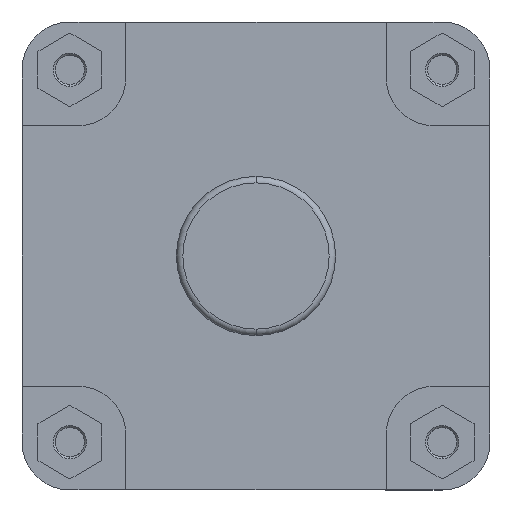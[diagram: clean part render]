
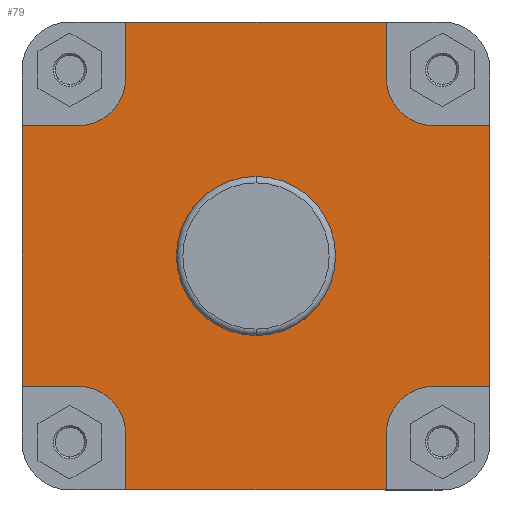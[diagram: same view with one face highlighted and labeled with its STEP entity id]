
A CAD part, left-side view. The second image highlights one B-rep face of the part: STEP entity #79.
In plain terms, the highlighted planar face has unit normal (-1, 0, 0).
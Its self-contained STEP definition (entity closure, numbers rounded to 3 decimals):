
#79 = ADVANCED_FACE ( 'NONE', ( #7090, #7032 ), #5195, .F. ) ;
#1134 = CARTESIAN_POINT ( 'NONE',  ( 65., -61.25, 110. ) ) ;
#1171 = CARTESIAN_POINT ( 'NONE',  ( 65., -83.75, 61.25 ) ) ;
#1173 = CARTESIAN_POINT ( 'NONE',  ( 65., -110., -61.25 ) ) ;
#1174 = DIRECTION ( 'NONE',  ( 0., -1., 0. ) ) ;
#1176 = DIRECTION ( 'NONE',  ( 0., 1., 0. ) ) ;
#1200 = CARTESIAN_POINT ( 'NONE',  ( 65., -61.25, 110. ) ) ;
#1201 = DIRECTION ( 'NONE',  ( 0., 0., -1. ) ) ;
#1265 = CARTESIAN_POINT ( 'NONE',  ( 65., -83.75, -83.75 ) ) ;
#1266 = DIRECTION ( 'NONE',  ( -1., 0., 0. ) ) ;
#1267 = DIRECTION ( 'NONE',  ( 0., 0., -1. ) ) ;
#1326 = CARTESIAN_POINT ( 'NONE',  ( 65., -110., 0. ) ) ;
#1327 = DIRECTION ( 'NONE',  ( 0., 0., 1. ) ) ;
#1341 = CARTESIAN_POINT ( 'NONE',  ( 65., 0., 0. ) ) ;
#1342 = DIRECTION ( 'NONE',  ( -1., 0., 0. ) ) ;
#1343 = DIRECTION ( 'NONE',  ( 0., 0., 1. ) ) ;
#1358 = CARTESIAN_POINT ( 'NONE',  ( 65., -61.25, -83.75 ) ) ;
#1359 = DIRECTION ( 'NONE',  ( 0., 0., -1. ) ) ;
#1370 = CARTESIAN_POINT ( 'NONE',  ( 65., -242.141, -110. ) ) ;
#1371 = DIRECTION ( 'NONE',  ( 0., -1., 0. ) ) ;
#1377 = CARTESIAN_POINT ( 'NONE',  ( 65., 83.75, 83.75 ) ) ;
#1378 = DIRECTION ( 'NONE',  ( -1., 0., 0. ) ) ;
#1379 = DIRECTION ( 'NONE',  ( 0., 0., -1. ) ) ;
#1383 = CARTESIAN_POINT ( 'NONE',  ( 65., -83.75, 83.75 ) ) ;
#1384 = DIRECTION ( 'NONE',  ( -1., 0., 0. ) ) ;
#1385 = DIRECTION ( 'NONE',  ( 0., 0., -1. ) ) ;
#1386 = CARTESIAN_POINT ( 'NONE',  ( 65., 0., 0. ) ) ;
#1388 = CARTESIAN_POINT ( 'NONE',  ( 65., -242.141, 110. ) ) ;
#1389 = DIRECTION ( 'NONE',  ( 0., -1., 0. ) ) ;
#1391 = DIRECTION ( 'NONE',  ( -1., 0., 0. ) ) ;
#1392 = DIRECTION ( 'NONE',  ( 0., 0., 1. ) ) ;
#1405 = CARTESIAN_POINT ( 'NONE',  ( 65., 61.25, 83.75 ) ) ;
#1406 = DIRECTION ( 'NONE',  ( 0., 0., 1. ) ) ;
#1428 = CARTESIAN_POINT ( 'NONE',  ( 65., 110., 61.25 ) ) ;
#1429 = DIRECTION ( 'NONE',  ( 0., -1., 0. ) ) ;
#1519 = CARTESIAN_POINT ( 'NONE',  ( 65., 0., -37.4 ) ) ;
#1520 = CARTESIAN_POINT ( 'NONE',  ( 65., 0., 37.4 ) ) ;
#1586 = CARTESIAN_POINT ( 'NONE',  ( 65., 110., -61.25 ) ) ;
#1589 = CARTESIAN_POINT ( 'NONE',  ( 65., -61.25, 83.75 ) ) ;
#1596 = CARTESIAN_POINT ( 'NONE',  ( 65., 61.25, 83.75 ) ) ;
#1599 = CARTESIAN_POINT ( 'NONE',  ( 65., 61.25, 110. ) ) ;
#1600 = CARTESIAN_POINT ( 'NONE',  ( 65., 83.75, -61.25 ) ) ;
#1603 = CARTESIAN_POINT ( 'NONE',  ( 65., -61.25, -110. ) ) ;
#1607 = CARTESIAN_POINT ( 'NONE',  ( 65., 83.75, 61.25 ) ) ;
#1612 = CARTESIAN_POINT ( 'NONE',  ( 65., 110., 61.25 ) ) ;
#1613 = CARTESIAN_POINT ( 'NONE',  ( 65., -61.25, -83.75 ) ) ;
#1615 = CARTESIAN_POINT ( 'NONE',  ( 65., -83.75, 61.25 ) ) ;
#1622 = CARTESIAN_POINT ( 'NONE',  ( 65., 61.25, -110. ) ) ;
#1624 = CARTESIAN_POINT ( 'NONE',  ( 65., 61.25, -83.75 ) ) ;
#1625 = CARTESIAN_POINT ( 'NONE',  ( 65., -110., -61.25 ) ) ;
#1629 = CARTESIAN_POINT ( 'NONE',  ( 65., -83.75, -61.25 ) ) ;
#1631 = CARTESIAN_POINT ( 'NONE',  ( 65., -110., 61.25 ) ) ;
#1796 = CARTESIAN_POINT ( 'NONE',  ( 65., 83.75, -83.75 ) ) ;
#1797 = DIRECTION ( 'NONE',  ( -1., 0., 0. ) ) ;
#1798 = DIRECTION ( 'NONE',  ( 0., 0., -1. ) ) ;
#1803 = CARTESIAN_POINT ( 'NONE',  ( 65., 110., 0. ) ) ;
#1804 = DIRECTION ( 'NONE',  ( 0., 0., 1. ) ) ;
#1813 = CARTESIAN_POINT ( 'NONE',  ( 65., 61.25, -110. ) ) ;
#1814 = DIRECTION ( 'NONE',  ( 0., 0., 1. ) ) ;
#1817 = CARTESIAN_POINT ( 'NONE',  ( 65., 83.75, -61.25 ) ) ;
#1818 = DIRECTION ( 'NONE',  ( 0., 1., 0. ) ) ;
#1991 = CIRCLE ( 'NONE', #2700, 22.5 ) ;
#1994 = LINE ( 'NONE', #1803, #1995 ) ;
#1995 = VECTOR ( 'NONE', #1804, 1000. ) ;
#2004 = LINE ( 'NONE', #1813, #2005 ) ;
#2005 = VECTOR ( 'NONE', #1814, 1000. ) ;
#2008 = LINE ( 'NONE', #1817, #2009 ) ;
#2009 = VECTOR ( 'NONE', #1818, 1000. ) ;
#2350 = AXIS2_PLACEMENT_3D ( 'NONE', #5176, #5196, #5197 ) ;
#2671 = AXIS2_PLACEMENT_3D ( 'NONE', #1265, #1266, #1267 ) ;
#2677 = AXIS2_PLACEMENT_3D ( 'NONE', #1377, #1378, #1379 ) ;
#2687 = AXIS2_PLACEMENT_3D ( 'NONE', #1341, #1342, #1343 ) ;
#2691 = AXIS2_PLACEMENT_3D ( 'NONE', #1383, #1384, #1385 ) ;
#2693 = AXIS2_PLACEMENT_3D ( 'NONE', #1386, #1391, #1392 ) ;
#2700 = AXIS2_PLACEMENT_3D ( 'NONE', #1796, #1797, #1798 ) ;
#3024 = VERTEX_POINT ( 'NONE', #1134 ) ;
#3056 = EDGE_CURVE ( 'NONE', #4749, #4765, #6783, .T. ) ;
#3057 = EDGE_CURVE ( 'NONE', #4759, #4763, #6782, .T. ) ;
#3068 = EDGE_CURVE ( 'NONE', #3024, #4723, #6807, .T. ) ;
#3095 = EDGE_CURVE ( 'NONE', #4763, #4747, #6852, .T. ) ;
#3119 = EDGE_CURVE ( 'NONE', #4759, #4765, #6887, .T. ) ;
#3127 = EDGE_CURVE ( 'NONE', #4653, #4652, #6903, .T. ) ;
#3134 = EDGE_CURVE ( 'NONE', #4747, #4737, #6901, .T. ) ;
#3139 = EDGE_CURVE ( 'NONE', #4756, #4737, #6922, .T. ) ;
#3142 = EDGE_CURVE ( 'NONE', #4741, #4730, #6927, .T. ) ;
#3144 = EDGE_CURVE ( 'NONE', #4723, #4749, #6930, .T. ) ;
#3146 = EDGE_CURVE ( 'NONE', #4733, #3024, #6931, .T. ) ;
#3147 = EDGE_CURVE ( 'NONE', #4652, #4653, #6935, .T. ) ;
#3153 = EDGE_CURVE ( 'NONE', #4730, #4733, #6943, .T. ) ;
#3163 = EDGE_CURVE ( 'NONE', #4746, #4741, #6954, .T. ) ;
#3732 = ORIENTED_EDGE ( 'NONE', *, *, #7018, .F. ) ;
#3733 = ORIENTED_EDGE ( 'NONE', *, *, #7010, .F. ) ;
#3734 = ORIENTED_EDGE ( 'NONE', *, *, #7020, .F. ) ;
#3735 = ORIENTED_EDGE ( 'NONE', *, *, #7013, .F. ) ;
#3736 = ORIENTED_EDGE ( 'NONE', *, *, #3163, .F. ) ;
#3737 = ORIENTED_EDGE ( 'NONE', *, *, #3142, .F. ) ;
#3738 = ORIENTED_EDGE ( 'NONE', *, *, #3153, .F. ) ;
#3739 = ORIENTED_EDGE ( 'NONE', *, *, #3146, .F. ) ;
#3740 = ORIENTED_EDGE ( 'NONE', *, *, #3068, .F. ) ;
#3741 = ORIENTED_EDGE ( 'NONE', *, *, #3144, .F. ) ;
#3742 = ORIENTED_EDGE ( 'NONE', *, *, #3056, .F. ) ;
#3743 = ORIENTED_EDGE ( 'NONE', *, *, #3119, .T. ) ;
#3744 = ORIENTED_EDGE ( 'NONE', *, *, #3057, .F. ) ;
#3745 = ORIENTED_EDGE ( 'NONE', *, *, #3095, .F. ) ;
#3746 = ORIENTED_EDGE ( 'NONE', *, *, #3134, .F. ) ;
#3747 = ORIENTED_EDGE ( 'NONE', *, *, #3139, .T. ) ;
#3748 = ORIENTED_EDGE ( 'NONE', *, *, #3147, .F. ) ;
#3749 = ORIENTED_EDGE ( 'NONE', *, *, #3127, .F. ) ;
#3985 = EDGE_LOOP ( 'NONE', ( #3747, #3746, #3745, #3744, #3743, #3742, #3741, #3740, #3739, #3738, #3737, #3736, #3735, #3734, #3733, #3732 ) ) ;
#3989 = EDGE_LOOP ( 'NONE', ( #3749, #3748 ) ) ;
#4652 = VERTEX_POINT ( 'NONE', #1519 ) ;
#4653 = VERTEX_POINT ( 'NONE', #1520 ) ;
#4720 = VERTEX_POINT ( 'NONE', #1586 ) ;
#4723 = VERTEX_POINT ( 'NONE', #1589 ) ;
#4730 = VERTEX_POINT ( 'NONE', #1596 ) ;
#4733 = VERTEX_POINT ( 'NONE', #1599 ) ;
#4734 = VERTEX_POINT ( 'NONE', #1600 ) ;
#4737 = VERTEX_POINT ( 'NONE', #1603 ) ;
#4741 = VERTEX_POINT ( 'NONE', #1607 ) ;
#4746 = VERTEX_POINT ( 'NONE', #1612 ) ;
#4747 = VERTEX_POINT ( 'NONE', #1613 ) ;
#4749 = VERTEX_POINT ( 'NONE', #1615 ) ;
#4756 = VERTEX_POINT ( 'NONE', #1622 ) ;
#4758 = VERTEX_POINT ( 'NONE', #1624 ) ;
#4759 = VERTEX_POINT ( 'NONE', #1625 ) ;
#4763 = VERTEX_POINT ( 'NONE', #1629 ) ;
#4765 = VERTEX_POINT ( 'NONE', #1631 ) ;
#5176 = CARTESIAN_POINT ( 'NONE',  ( 65., 37.4, 0. ) ) ;
#5195 = PLANE ( 'NONE',  #2350 ) ;
#5196 = DIRECTION ( 'NONE',  ( 1., 0., 0. ) ) ;
#5197 = DIRECTION ( 'NONE',  ( 0., 0., -1. ) ) ;
#6782 = LINE ( 'NONE', #1173, #6788 ) ;
#6783 = LINE ( 'NONE', #1171, #6786 ) ;
#6786 = VECTOR ( 'NONE', #1174, 1000. ) ;
#6788 = VECTOR ( 'NONE', #1176, 1000. ) ;
#6807 = LINE ( 'NONE', #1200, #6808 ) ;
#6808 = VECTOR ( 'NONE', #1201, 1000. ) ;
#6852 = CIRCLE ( 'NONE', #2671, 22.5 ) ;
#6887 = LINE ( 'NONE', #1326, #6888 ) ;
#6888 = VECTOR ( 'NONE', #1327, 1000. ) ;
#6901 = LINE ( 'NONE', #1358, #6902 ) ;
#6902 = VECTOR ( 'NONE', #1359, 1000. ) ;
#6903 = CIRCLE ( 'NONE', #2687, 37.4 ) ;
#6922 = LINE ( 'NONE', #1370, #6923 ) ;
#6923 = VECTOR ( 'NONE', #1371, 1000. ) ;
#6927 = CIRCLE ( 'NONE', #2677, 22.5 ) ;
#6930 = CIRCLE ( 'NONE', #2691, 22.5 ) ;
#6931 = LINE ( 'NONE', #1388, #6932 ) ;
#6932 = VECTOR ( 'NONE', #1389, 1000. ) ;
#6935 = CIRCLE ( 'NONE', #2693, 37.4 ) ;
#6940 = VECTOR ( 'NONE', #1429, 1000. ) ;
#6943 = LINE ( 'NONE', #1405, #6944 ) ;
#6944 = VECTOR ( 'NONE', #1406, 1000. ) ;
#6954 = LINE ( 'NONE', #1428, #6940 ) ;
#7010 = EDGE_CURVE ( 'NONE', #4758, #4734, #1991, .T. ) ;
#7013 = EDGE_CURVE ( 'NONE', #4720, #4746, #1994, .T. ) ;
#7018 = EDGE_CURVE ( 'NONE', #4756, #4758, #2004, .T. ) ;
#7020 = EDGE_CURVE ( 'NONE', #4734, #4720, #2008, .T. ) ;
#7032 = FACE_OUTER_BOUND ( 'NONE', #3985, .T. ) ;
#7090 = FACE_BOUND ( 'NONE', #3989, .T. ) ;
